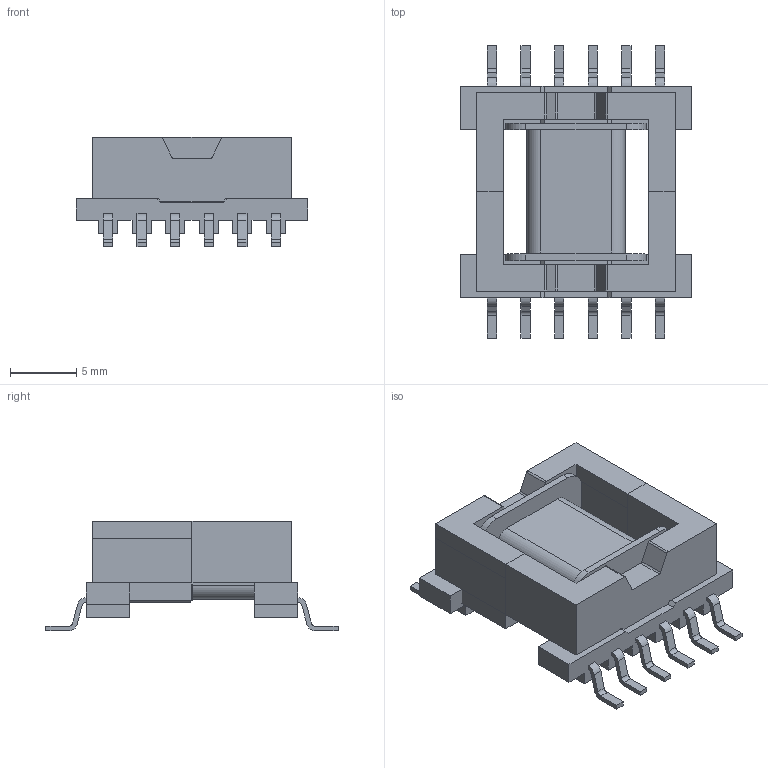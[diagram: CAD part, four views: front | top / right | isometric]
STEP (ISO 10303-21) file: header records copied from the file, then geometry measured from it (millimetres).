
FILE_DESCRIPTION( ( 'Unknown' ), '1' );
FILE_NAME( '749196331.stp', 'Unknown', ( 'Unknown' ), ( 'Unknown' ), 'XStep 1.0', 'Unknown', ' ' );
FILE_SCHEMA( ( 'automotive_design' ) );
Length unit declared in the file: millimetre
Products named in the file (3): Assem1; Gehäuse; Core_EFD 15
Bounding box: 17.5 x 22.1 x 8.3 mm (x, y, z)
Volume: 1791.5 mm3; surface area: 3508.9 mm2
Topology: 5 solids, 5 shells, 608 faces, 1710 edges, 1132 vertices
Faces by surface type: plane 444, cylinder 164
Entity records: 9594 total; most frequent: CARTESIAN_POINT 1650, ORIENTED_EDGE 1632, DIRECTION 1568, EDGE_CURVE 816, LINE 652, VECTOR 652, VERTEX_POINT 540, AXIS2_PLACEMENT_3D 458
